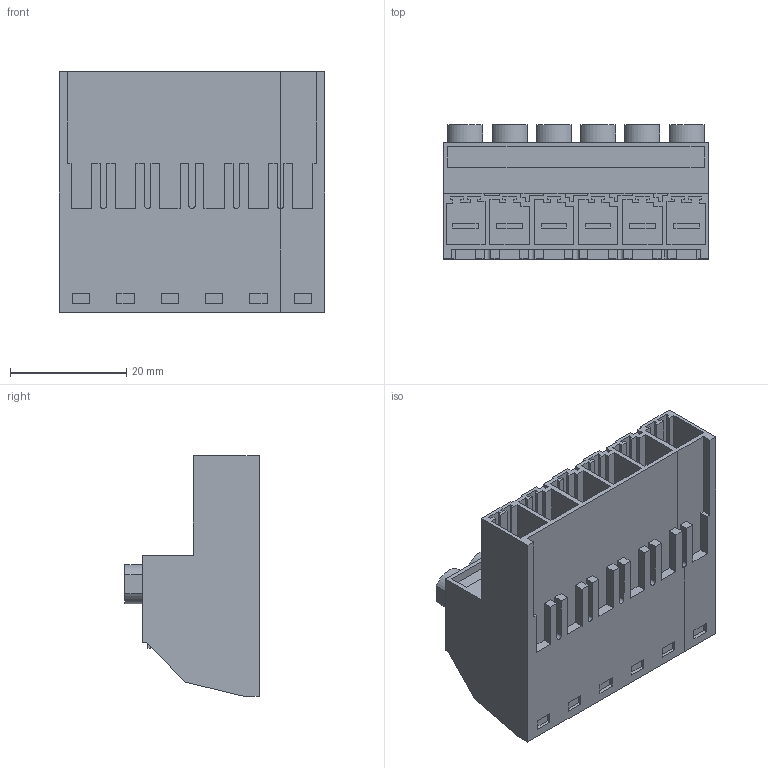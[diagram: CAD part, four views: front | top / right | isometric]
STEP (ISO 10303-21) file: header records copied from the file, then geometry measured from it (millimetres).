
FILE_DESCRIPTION(('CATIA V5 STEP Exchange','CAx-IF Rec.Pracs.--- Model Styling and Organization---1.4--- 2014-01-23'),'2;1');
FILE_NAME ('D1459466_1_1931670000_1931670000.stp','2023-02-01T15:23:38+00:00',('none'),('Weidmueller'),'CATIA Version 5-6 Release 2016 SP3 HF44','CATIA V5 STEP AP214','none');
FILE_SCHEMA(('AUTOMOTIVE_DESIGN { 1 0 10303 214 1 1 1 1 }'));
Length unit declared in the file: millimetre
Products named in the file (1): 1931670000
Bounding box: 45.72 x 23.1 x 41.45 mm (x, y, z)
Volume: 19151.6 mm3; surface area: 14229.1 mm2
Topology: 13 solids, 13 shells, 497 faces, 1337 edges, 897 vertices
Faces by surface type: plane 453, cylinder 44
Entity records: 14689 total; most frequent: ORIENTED_EDGE 2674, CARTESIAN_POINT 2611, DIRECTION 1922, EDGE_CURVE 1337, VECTOR 1208, LINE 1208, VERTEX_POINT 897, EDGE_LOOP 528
